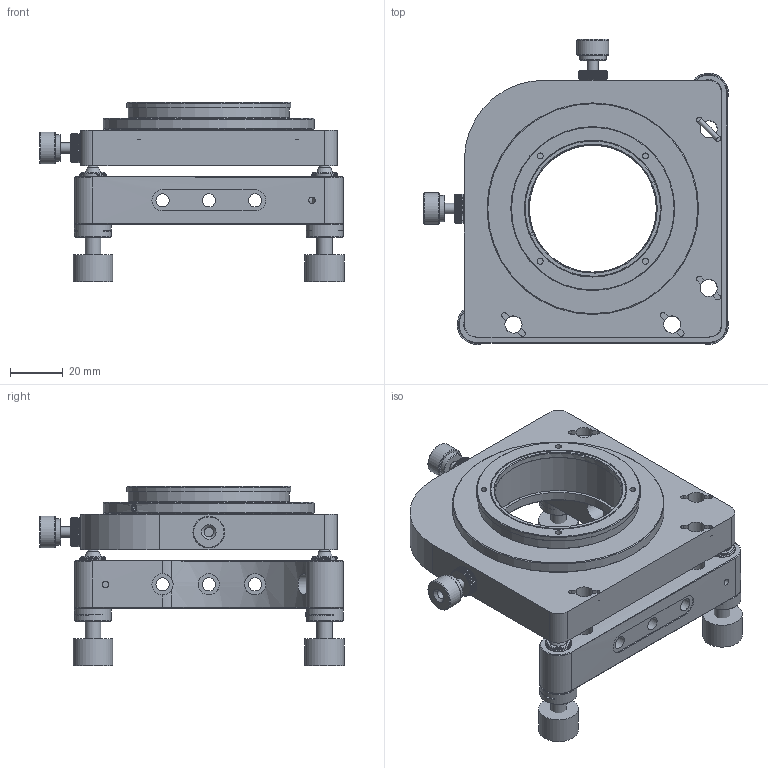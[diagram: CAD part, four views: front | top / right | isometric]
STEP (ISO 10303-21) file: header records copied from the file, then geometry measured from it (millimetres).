
FILE_DESCRIPTION (( 'STEP AP203' ), '1' );
FILE_NAME ('521910.STEP', '2024-05-23T02:10:30', ( 'Windows User' ), ( 'P R C' ), 'SwSTEP 2.0', 'SolidWorks 2020', '' );
FILE_SCHEMA (( 'CONFIG_CONTROL_DESIGN' ));
Length unit declared in the file: millimetre
Products named in the file (1): 521910
Bounding box: 115.3 x 115.3 x 67.7 mm (x, y, z)
Surface area: 55718.3 mm2 (no closed solid volume)
Topology: 0 solids, 51 shells, 922 faces, 2544 edges, 1658 vertices
Faces by surface type: plane 446, cylinder 261, cone 203, sphere 6, torus 5, bspline 1
Full cylindrical faces by diameter (mm): 1.5 x2, 2 x2, 2.05 x4, 2.261 x4, 2.5 x3, 2.9 x6, 3 x1, 3.5 x2, 4 x2, 4.8 x5, 5 x6, 6 x3, 6.5 x8, 8 x8, 9.5 x3, 10 x2, 12 x2, 14 x3, 15 x3, 48 x1, 48.3 x1, 51.05 x1, 60 x1, 61 x1, 62 x1, 80 x1
Entity records: 36103 total; most frequent: CARTESIAN_POINT 14528, ORIENTED_EDGE 4330, DIRECTION 4182, EDGE_CURVE 2352, AXIS2_PLACEMENT_3D 1685, VERTEX_POINT 1601, EDGE_LOOP 1146, FACE_OUTER_BOUND 993
